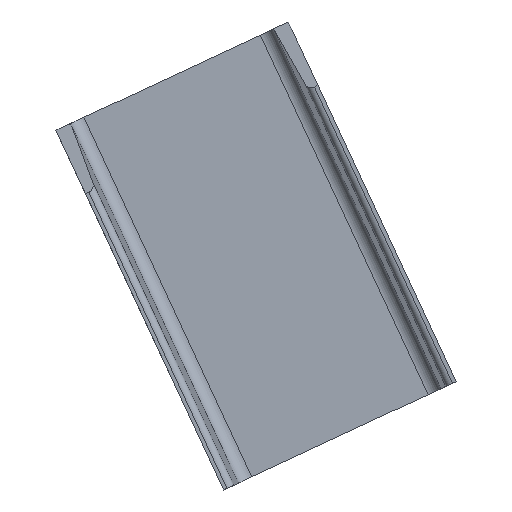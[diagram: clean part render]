
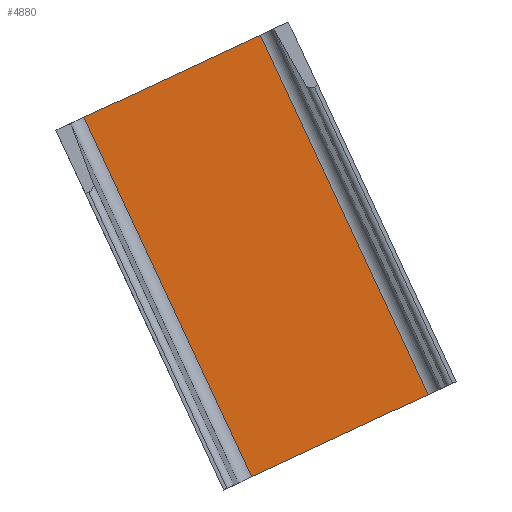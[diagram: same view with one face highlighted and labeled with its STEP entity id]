
A CAD part, front view. The second image highlights one B-rep face of the part: STEP entity #4880.
In plain terms, the highlighted face is planar.
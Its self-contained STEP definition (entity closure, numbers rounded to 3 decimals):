
#110=CARTESIAN_POINT('',(83.48,9.,0.));
#120=VERTEX_POINT('',#110);
#170=CARTESIAN_POINT('',(-83.48,9.,0.));
#180=DIRECTION('',(1.,0.,0.));
#190=VECTOR('',#180,1.);
#200=LINE('',#170,#190);
#210=CARTESIAN_POINT('',(-83.48,9.,0.));
#220=VERTEX_POINT('',#210);
#230=EDGE_CURVE('',#220,#120,#200,.T.);
#1990=CARTESIAN_POINT('',(83.48,9.,340.));
#2000=VERTEX_POINT('',#1990);
#2030=CARTESIAN_POINT('',(83.48,9.,0.));
#2040=DIRECTION('',(0.,0.,1.));
#2050=VECTOR('',#2040,1.);
#2060=LINE('',#2030,#2050);
#2070=EDGE_CURVE('',#120,#2000,#2060,.T.);
#2250=CARTESIAN_POINT('',(-83.48,9.,340.));
#2260=VERTEX_POINT('',#2250);
#2310=CARTESIAN_POINT('',(-83.48,9.,340.));
#2320=DIRECTION('',(1.,0.,0.));
#2330=VECTOR('',#2320,1.);
#2340=LINE('',#2310,#2330);
#2350=EDGE_CURVE('',#2260,#2000,#2340,.T.);
#4660=CARTESIAN_POINT('',(-83.48,9.,340.));
#4670=DIRECTION('',(0.,0.,-1.));
#4680=VECTOR('',#4670,1.);
#4690=LINE('',#4660,#4680);
#4700=EDGE_CURVE('',#2260,#220,#4690,.T.);
#4770=CARTESIAN_POINT('',(95.02,9.,0.));
#4780=DIRECTION('',(0.,1.,0.));
#4790=DIRECTION('',(-1.,0.,0.));
#4800=AXIS2_PLACEMENT_3D('',#4770,#4780,#4790);
#4810=PLANE('',#4800);
#4820=ORIENTED_EDGE('',*,*,#230,.F.);
#4830=ORIENTED_EDGE('',*,*,#2070,.F.);
#4840=ORIENTED_EDGE('',*,*,#2350,.T.);
#4850=ORIENTED_EDGE('',*,*,#4700,.F.);
#4860=EDGE_LOOP('',(#4850,#4840,#4830,#4820));
#4870=FACE_OUTER_BOUND('',#4860,.T.);
#4880=ADVANCED_FACE('',(#4870),#4810,.T.);
